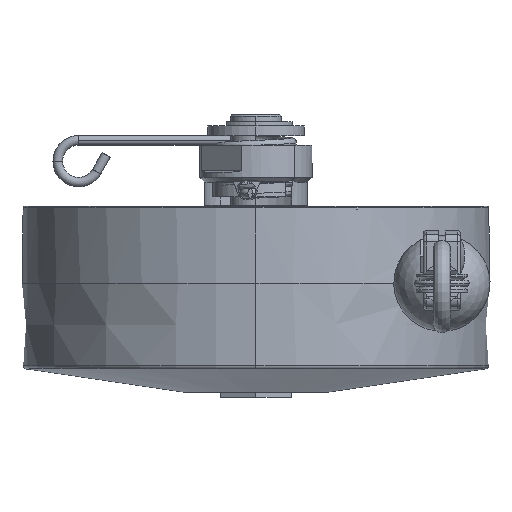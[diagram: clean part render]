
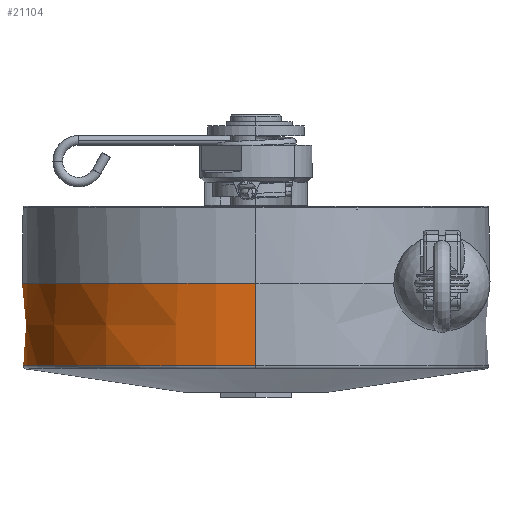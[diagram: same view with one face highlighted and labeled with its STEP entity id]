
A CAD part, front view. The second image highlights one B-rep face of the part: STEP entity #21104.
In plain terms, the highlighted conical face has half-angle 1 degrees and reference radius 73 mm.
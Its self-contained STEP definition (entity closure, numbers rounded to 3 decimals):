
#330 = EDGE_CURVE ( 'NONE', #2745, #19547, #9012, .T. ) ;
#378 = CARTESIAN_POINT ( 'NONE',  ( -18.018, 70.695, -2.586 ) ) ;
#696 = ORIENTED_EDGE ( 'NONE', *, *, #24157, .T. ) ;
#942 = CARTESIAN_POINT ( 'NONE',  ( 0., 72.939, -3.491 ) ) ;
#1317 = ORIENTED_EDGE ( 'NONE', *, *, #10255, .F. ) ;
#1733 = VERTEX_POINT ( 'NONE', #15002 ) ;
#2413 = DIRECTION ( 'NONE',  ( 0., 0., 1. ) ) ;
#2478 = CARTESIAN_POINT ( 'NONE',  ( -16.01, 71.173, -2.844 ) ) ;
#2512 = AXIS2_PLACEMENT_3D ( 'NONE', #17373, #6141, #15184 ) ;
#2620 = CARTESIAN_POINT ( 'NONE',  ( -7.13, 72.59, -3.491 ) ) ;
#2745 = VERTEX_POINT ( 'NONE', #27909 ) ;
#3303 = B_SPLINE_CURVE_WITH_KNOTS ( 'NONE', 3,
 ( #25408, #5189, #14213, #11287 ),
 .UNSPECIFIED., .F., .F.,
 ( 4, 4 ),
 ( 0., 0.003 ),
 .UNSPECIFIED. ) ;
#3739 = FACE_OUTER_BOUND ( 'NONE', #10672, .T. ) ;
#3819 = CARTESIAN_POINT ( 'NONE',  ( -18.264, 70.633, -2.531 ) ) ;
#4465 = ORIENTED_EDGE ( 'NONE', *, *, #5296, .T. ) ;
#5189 = CARTESIAN_POINT ( 'NONE',  ( -18.296, 70.655, -0.836 ) ) ;
#5296 = EDGE_CURVE ( 'NONE', #20486, #1733, #12684, .T. ) ;
#5994 = CARTESIAN_POINT ( 'NONE',  ( -18.27, 70.631, -2.528 ) ) ;
#6141 = DIRECTION ( 'NONE',  ( 0., 0., 1. ) ) ;
#6577 = EDGE_CURVE ( 'NONE', #18955, #19547, #25340, .T. ) ;
#6780 = CARTESIAN_POINT ( 'NONE',  ( -18.3, 70.669, 0. ) ) ;
#6809 = DIRECTION ( 'NONE',  ( 0., -1., 0. ) ) ;
#7365 = EDGE_CURVE ( 'NONE', #21405, #2745, #22020, .T. ) ;
#7709 = CARTESIAN_POINT ( 'NONE',  ( -17.389, 70.851, -2.675 ) ) ;
#8230 = CARTESIAN_POINT ( 'NONE',  ( -18.291, 70.626, -2.517 ) ) ;
#9012 = CIRCLE ( 'NONE', #11834, 72.939 ) ;
#9275 = DIRECTION ( 'NONE',  ( 0., 0.017, -1. ) ) ;
#9390 = CARTESIAN_POINT ( 'NONE',  ( -16.47, 71.069, -2.79 ) ) ;
#9562 = EDGE_CURVE ( 'NONE', #20486, #21405, #3303, .T. ) ;
#10169 = ORIENTED_EDGE ( 'NONE', *, *, #330, .F. ) ;
#10255 = EDGE_CURVE ( 'NONE', #18955, #12802, #10484, .T. ) ;
#10316 = CONICAL_SURFACE ( 'NONE', #17880, 73., 0.017 ) ;
#10484 = CIRCLE ( 'NONE', #2512, 72.551 ) ;
#10672 = EDGE_LOOP ( 'NONE', ( #21180, #18382, #4465, #696, #1317, #15707, #10169 ) ) ;
#11287 = CARTESIAN_POINT ( 'NONE',  ( -18.289, 70.627, -2.509 ) ) ;
#11470 = CARTESIAN_POINT ( 'NONE',  ( -14.626, 71.473, -3.002 ) ) ;
#11509 = CARTESIAN_POINT ( 'NONE',  ( -18.289, 70.627, -2.509 ) ) ;
#11834 = AXIS2_PLACEMENT_3D ( 'NONE', #19578, #13242, #17516 ) ;
#12684 = CIRCLE ( 'NONE', #28264, 73. ) ;
#12802 = VERTEX_POINT ( 'NONE', #27205 ) ;
#12964 = CARTESIAN_POINT ( 'NONE',  ( -18.23, 70.641, -2.543 ) ) ;
#13242 = DIRECTION ( 'NONE',  ( 0., 0., -1. ) ) ;
#13986 = CARTESIAN_POINT ( 'NONE',  ( -17.847, 70.738, -2.613 ) ) ;
#14213 = CARTESIAN_POINT ( 'NONE',  ( -18.293, 70.641, -1.672 ) ) ;
#14526 = CARTESIAN_POINT ( 'NONE',  ( -18.074, 70.681, -2.576 ) ) ;
#15002 = CARTESIAN_POINT ( 'NONE',  ( 0., -73., 0. ) ) ;
#15184 = DIRECTION ( 'NONE',  ( 0., -1., 0. ) ) ;
#15707 = ORIENTED_EDGE ( 'NONE', *, *, #6577, .T. ) ;
#15769 = CARTESIAN_POINT ( 'NONE',  ( -9.022, 72.386, -3.456 ) ) ;
#16177 = DIRECTION ( 'NONE',  ( 0., 0., 1. ) ) ;
#16549 = VECTOR ( 'NONE', #21198, 1000. ) ;
#17193 = CARTESIAN_POINT ( 'NONE',  ( 0., 72.551, -25.721 ) ) ;
#17373 = CARTESIAN_POINT ( 'NONE',  ( 0., 0., -25.721 ) ) ;
#17516 = DIRECTION ( 'NONE',  ( 0., -1., 0. ) ) ;
#17817 = CARTESIAN_POINT ( 'NONE',  ( -18.289, 70.627, -2.509 ) ) ;
#17880 = AXIS2_PLACEMENT_3D ( 'NONE', #18039, #2413, #6809 ) ;
#18039 = CARTESIAN_POINT ( 'NONE',  ( 0., 0., 0. ) ) ;
#18382 = ORIENTED_EDGE ( 'NONE', *, *, #9562, .F. ) ;
#18402 = CARTESIAN_POINT ( 'NONE',  ( -11.837, 71.982, -3.272 ) ) ;
#18955 = VERTEX_POINT ( 'NONE', #17193 ) ;
#19547 = VERTEX_POINT ( 'NONE', #942 ) ;
#19578 = CARTESIAN_POINT ( 'NONE',  ( 0., 0., -3.491 ) ) ;
#20465 = CARTESIAN_POINT ( 'NONE',  ( -17.732, 70.766, -2.629 ) ) ;
#20486 = VERTEX_POINT ( 'NONE', #6780 ) ;
#20753 = CARTESIAN_POINT ( 'NONE',  ( 0., 73., 0. ) ) ;
#21104 = ADVANCED_FACE ( 'NONE', ( #3739 ), #10316, .F. ) ;
#21180 = ORIENTED_EDGE ( 'NONE', *, *, #7365, .F. ) ;
#21198 = DIRECTION ( 'NONE',  ( 0., 0.017, 1. ) ) ;
#21405 = VERTEX_POINT ( 'NONE', #11509 ) ;
#21818 = CARTESIAN_POINT ( 'NONE',  ( -18.243, 70.638, -2.539 ) ) ;
#21955 = CARTESIAN_POINT ( 'NONE',  ( -18.188, 70.652, -2.554 ) ) ;
#22020 = B_SPLINE_CURVE_WITH_KNOTS ( 'NONE', 3,
 ( #17817, #8230, #26248, #5994, #3819, #21818, #12964, #21955, #28759, #14526, #378, #13986, #20465, #7709, #22679, #9390, #2478, #11470, #24760, #18402, #22529, #15769, #27413, #2620 ),
 .UNSPECIFIED., .F., .F.,
 ( 4, 2, 2, 2, 2, 2, 2, 2, 2, 2, 2, 4 ),
 ( 0., 0.002, 0.004, 0.008, 0.016, 0.031, 0.063, 0.125, 0.25, 0.5, 0.75, 1. ),
 .UNSPECIFIED. ) ;
#22360 = DIRECTION ( 'NONE',  ( 0., 1., 0. ) ) ;
#22499 = VECTOR ( 'NONE', #9275, 1000. ) ;
#22529 = CARTESIAN_POINT ( 'NONE',  ( -10.902, 72.129, -3.346 ) ) ;
#22679 = CARTESIAN_POINT ( 'NONE',  ( -17.16, 70.906, -2.704 ) ) ;
#24157 = EDGE_CURVE ( 'NONE', #1733, #12802, #25230, .T. ) ;
#24760 = CARTESIAN_POINT ( 'NONE',  ( -13.699, 71.654, -3.1 ) ) ;
#25230 = LINE ( 'NONE', #27157, #22499 ) ;
#25340 = LINE ( 'NONE', #20753, #16549 ) ;
#25408 = CARTESIAN_POINT ( 'NONE',  ( -18.3, 70.669, 0. ) ) ;
#26248 = CARTESIAN_POINT ( 'NONE',  ( -18.283, 70.628, -2.521 ) ) ;
#27157 = CARTESIAN_POINT ( 'NONE',  ( 0., -73., 0. ) ) ;
#27205 = CARTESIAN_POINT ( 'NONE',  ( 0., -72.551, -25.721 ) ) ;
#27413 = CARTESIAN_POINT ( 'NONE',  ( -8.076, 72.497, -3.491 ) ) ;
#27909 = CARTESIAN_POINT ( 'NONE',  ( -7.13, 72.59, -3.491 ) ) ;
#28264 = AXIS2_PLACEMENT_3D ( 'NONE', #29169, #16177, #22360 ) ;
#28759 = CARTESIAN_POINT ( 'NONE',  ( -18.159, 70.659, -2.56 ) ) ;
#29169 = CARTESIAN_POINT ( 'NONE',  ( 0., 0., 0. ) ) ;
